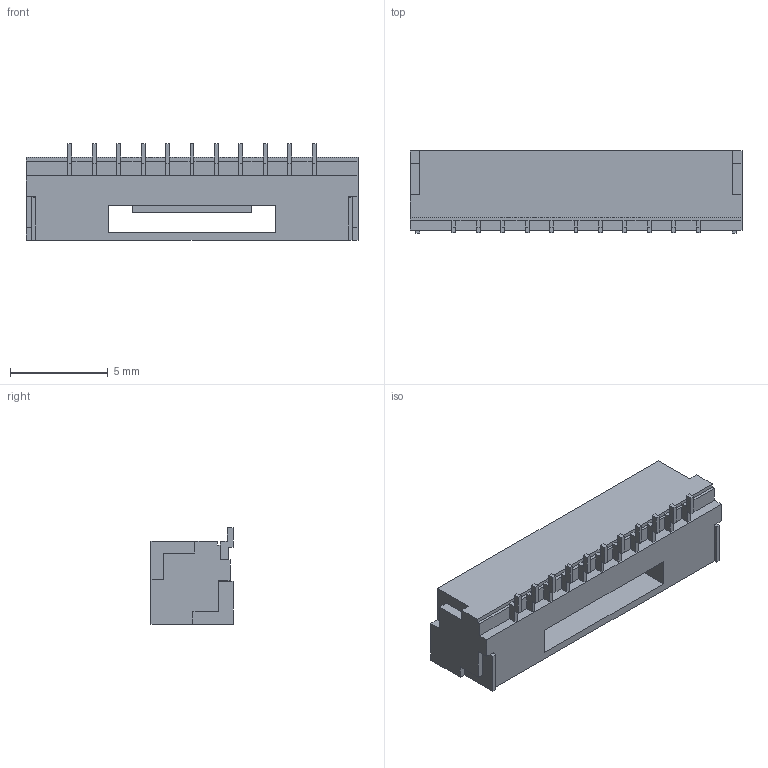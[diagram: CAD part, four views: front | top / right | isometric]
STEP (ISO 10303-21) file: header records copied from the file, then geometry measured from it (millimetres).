
FILE_DESCRIPTION (( 'STEP AP214' ), '1' );
FILE_NAME ('BM11B-GHS.STEP', '2010-06-16T07:22:13', ( ' ' ), ( ' ' ), 'SwSTEP 2.0', 'SolidWorks 2005235', '' );
FILE_SCHEMA (( 'AUTOMOTIVE_DESIGN' ));
Length unit declared in the file: millimetre
Products named in the file (1): BM11B-GHS
Bounding box: 17 x 4.2 x 4.95 mm (x, y, z)
Volume: 174 mm3; surface area: 491.1 mm2
Topology: 1 solids, 1 shells, 166 faces, 462 edges, 300 vertices
Faces by surface type: plane 166
Entity records: 7027 total; most frequent: CARTESIAN_POINT 929, ORIENTED_EDGE 924, DIRECTION 796, EDGE_CURVE 462, VECTOR 462, LINE 462, VERTEX_POINT 300, EDGE_LOOP 170
